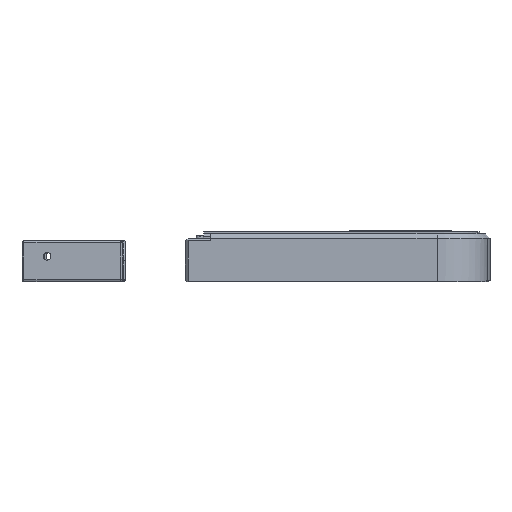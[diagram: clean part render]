
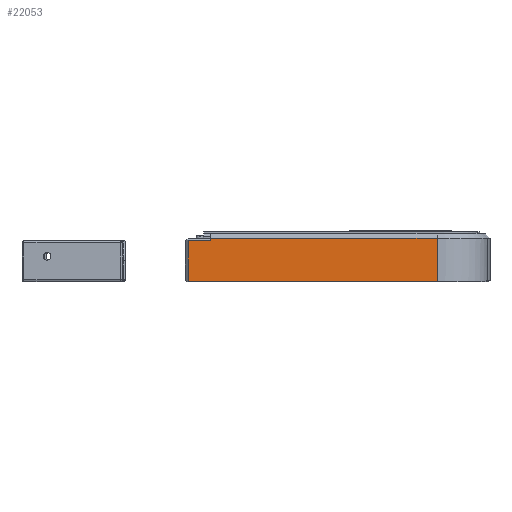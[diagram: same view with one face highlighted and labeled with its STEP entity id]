
A CAD part, left-side view. The second image highlights one B-rep face of the part: STEP entity #22053.
In plain terms, the highlighted planar face has unit normal (-1, 0, 0).
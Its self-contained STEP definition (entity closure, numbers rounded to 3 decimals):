
#1529=FACE_OUTER_BOUND('',#2814,.T.);
#2814=EDGE_LOOP('',(#19490,#19491,#19492,#19493,#19494,#19495));
#5098=LINE('',#35509,#7663);
#5368=LINE('',#36444,#7933);
#5373=LINE('',#36454,#7938);
#5375=LINE('',#36457,#7940);
#5376=LINE('',#36459,#7941);
#5377=LINE('',#36460,#7942);
#7663=VECTOR('',#28685,10.);
#7933=VECTOR('',#29463,10.);
#7938=VECTOR('',#29470,10.);
#7940=VECTOR('',#29474,10.);
#7941=VECTOR('',#29475,10.);
#7942=VECTOR('',#29476,10.);
#10323=VERTEX_POINT('',#35507);
#10324=VERTEX_POINT('',#35508);
#10586=VERTEX_POINT('',#36441);
#10587=VERTEX_POINT('',#36443);
#10591=VERTEX_POINT('',#36452);
#10592=VERTEX_POINT('',#36458);
#13208=EDGE_CURVE('',#10323,#10324,#5098,.T.);
#13625=EDGE_CURVE('',#10586,#10587,#5368,.T.);
#13630=EDGE_CURVE('',#10591,#10586,#5373,.T.);
#13632=EDGE_CURVE('',#10323,#10591,#5375,.T.);
#13633=EDGE_CURVE('',#10592,#10324,#5376,.T.);
#13634=EDGE_CURVE('',#10592,#10587,#5377,.T.);
#19490=ORIENTED_EDGE('',*,*,#13625,.F.);
#19491=ORIENTED_EDGE('',*,*,#13630,.F.);
#19492=ORIENTED_EDGE('',*,*,#13632,.F.);
#19493=ORIENTED_EDGE('',*,*,#13208,.T.);
#19494=ORIENTED_EDGE('',*,*,#13633,.F.);
#19495=ORIENTED_EDGE('',*,*,#13634,.T.);
#20938=PLANE('',#23811);
#22053=ADVANCED_FACE('',(#1529),#20938,.T.);
#23811=AXIS2_PLACEMENT_3D('',#36456,#29472,#29473);
#28685=DIRECTION('',(0.,-1.,0.));
#29463=DIRECTION('',(0.,0.,1.));
#29470=DIRECTION('',(0.,-1.,0.));
#29472=DIRECTION('center_axis',(-1.,0.,0.));
#29473=DIRECTION('ref_axis',(0.,0.,1.));
#29474=DIRECTION('',(0.,0.,1.));
#29475=DIRECTION('',(0.,0.,-1.));
#29476=DIRECTION('',(0.,1.,0.));
#35507=CARTESIAN_POINT('',(-287.,69.,-1.95));
#35508=CARTESIAN_POINT('',(-287.,-30.,-1.95));
#35509=CARTESIAN_POINT('',(-287.,10.,-1.95));
#36441=CARTESIAN_POINT('',(-287.,60.,14.3));
#36443=CARTESIAN_POINT('',(-287.,60.,15.3));
#36444=CARTESIAN_POINT('',(-287.,60.,11.988));
#36452=CARTESIAN_POINT('',(-287.,69.,14.3));
#36454=CARTESIAN_POINT('',(-287.,35.,14.3));
#36456=CARTESIAN_POINT('Origin',(-287.,10.,7.675));
#36457=CARTESIAN_POINT('',(-287.,69.,3.838));
#36458=CARTESIAN_POINT('',(-287.,-30.,15.3));
#36459=CARTESIAN_POINT('',(-287.,-30.,3.838));
#36460=CARTESIAN_POINT('',(-287.,35.,15.3));
